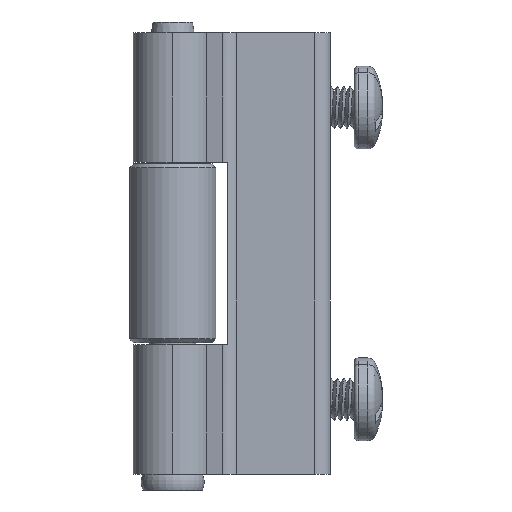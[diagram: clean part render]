
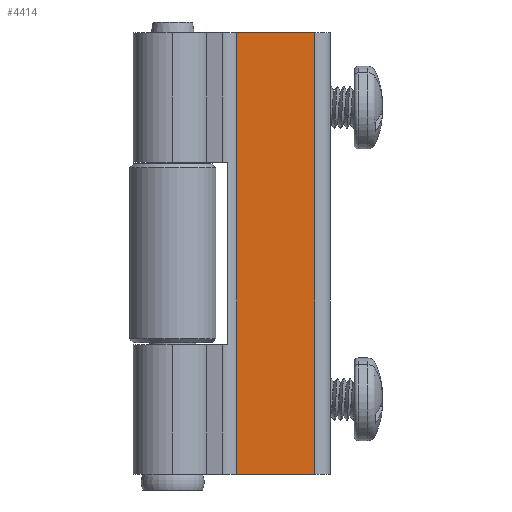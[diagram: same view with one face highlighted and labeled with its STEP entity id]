
A CAD part, left-side view. The second image highlights one B-rep face of the part: STEP entity #4414.
In plain terms, the highlighted planar face has unit normal (-1, 0, 0).
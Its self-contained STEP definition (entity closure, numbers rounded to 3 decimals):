
#68 = CARTESIAN_POINT ( 'NONE',  ( 2.003, -17.99, 0. ) ) ;
#119 = ORIENTED_EDGE ( 'NONE', *, *, #2701, .F. ) ;
#263 = EDGE_CURVE ( 'NONE', #861, #4535, #2046, .T. ) ;
#471 = LINE ( 'NONE', #718, #3226 ) ;
#493 = CARTESIAN_POINT ( 'NONE',  ( 2.003, -17.99, 56. ) ) ;
#561 = VERTEX_POINT ( 'NONE', #493 ) ;
#718 = CARTESIAN_POINT ( 'NONE',  ( 2.003, -8.085, 0. ) ) ;
#861 = VERTEX_POINT ( 'NONE', #4521 ) ;
#1067 = LINE ( 'NONE', #4140, #5279 ) ;
#1157 = DIRECTION ( 'NONE',  ( 0., -1., 0. ) ) ;
#1497 = PLANE ( 'NONE',  #4702 ) ;
#1821 = EDGE_LOOP ( 'NONE', ( #4538, #4617, #119, #2206 ) ) ;
#1875 = VECTOR ( 'NONE', #2487, 1000. ) ;
#2032 = CARTESIAN_POINT ( 'NONE',  ( 2.003, -8.085, 56. ) ) ;
#2046 = LINE ( 'NONE', #5233, #1875 ) ;
#2055 = DIRECTION ( 'NONE',  ( 0., 0., -1. ) ) ;
#2206 = ORIENTED_EDGE ( 'NONE', *, *, #263, .T. ) ;
#2487 = DIRECTION ( 'NONE',  ( 0., 0., -1. ) ) ;
#2701 = EDGE_CURVE ( 'NONE', #861, #561, #3929, .T. ) ;
#3226 = VECTOR ( 'NONE', #4578, 1000. ) ;
#3274 = CARTESIAN_POINT ( 'NONE',  ( 2.003, -8.085, 0. ) ) ;
#3373 = VERTEX_POINT ( 'NONE', #68 ) ;
#3593 = EDGE_CURVE ( 'NONE', #4535, #3373, #471, .T. ) ;
#3929 = LINE ( 'NONE', #3966, #6670 ) ;
#3966 = CARTESIAN_POINT ( 'NONE',  ( 2.003, -8.085, 56. ) ) ;
#4140 = CARTESIAN_POINT ( 'NONE',  ( 2.003, -17.99, 56. ) ) ;
#4414 = ADVANCED_FACE ( 'NONE', ( #6148 ), #1497, .F. ) ;
#4521 = CARTESIAN_POINT ( 'NONE',  ( 2.003, -8.085, 56. ) ) ;
#4535 = VERTEX_POINT ( 'NONE', #3274 ) ;
#4538 = ORIENTED_EDGE ( 'NONE', *, *, #3593, .T. ) ;
#4578 = DIRECTION ( 'NONE',  ( 0., -1., 0. ) ) ;
#4617 = ORIENTED_EDGE ( 'NONE', *, *, #4711, .F. ) ;
#4682 = DIRECTION ( 'NONE',  ( 0., 0., -1. ) ) ;
#4702 = AXIS2_PLACEMENT_3D ( 'NONE', #2032, #5343, #2055 ) ;
#4711 = EDGE_CURVE ( 'NONE', #561, #3373, #1067, .T. ) ;
#5233 = CARTESIAN_POINT ( 'NONE',  ( 2.003, -8.085, 56. ) ) ;
#5279 = VECTOR ( 'NONE', #4682, 1000. ) ;
#5343 = DIRECTION ( 'NONE',  ( 1., 0., 0. ) ) ;
#6148 = FACE_OUTER_BOUND ( 'NONE', #1821, .T. ) ;
#6670 = VECTOR ( 'NONE', #1157, 1000. ) ;
